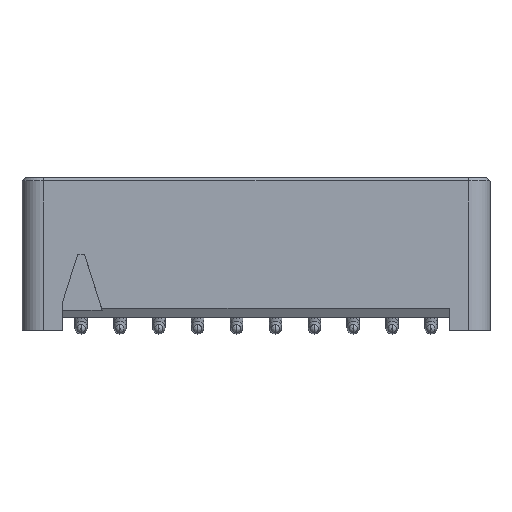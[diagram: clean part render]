
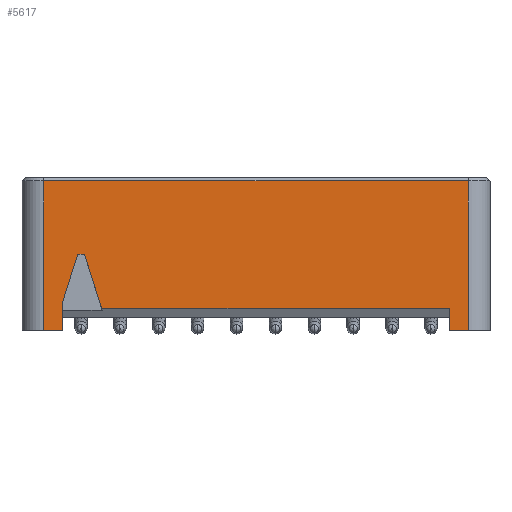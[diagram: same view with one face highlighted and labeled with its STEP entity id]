
A CAD part, top view. The second image highlights one B-rep face of the part: STEP entity #5617.
In plain terms, the highlighted planar face has unit normal (0, 0, 1).
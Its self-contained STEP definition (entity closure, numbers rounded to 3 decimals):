
#1224=DIRECTION('',(0.,-1.,0.));
#1225=VECTOR('',#1224,0.7);
#1226=CARTESIAN_POINT('',(6.225,-1.2,2.45));
#1227=LINE('',#1226,#1225);
#1324=DIRECTION('',(-1.,0.,0.));
#1325=VECTOR('',#1324,0.6);
#1326=CARTESIAN_POINT('',(-6.225,-1.9,2.45));
#1327=LINE('',#1326,#1325);
#1352=DIRECTION('',(-1.,0.,0.));
#1353=VECTOR('',#1352,0.6);
#1354=CARTESIAN_POINT('',(6.825,-1.9,2.45));
#1355=LINE('',#1354,#1353);
#1608=DIRECTION('',(0.,1.,0.));
#1609=VECTOR('',#1608,0.897);
#1610=CARTESIAN_POINT('',(-6.225,-1.9,2.45));
#1611=LINE('',#1610,#1609);
#1644=DIRECTION('',(-0.301,0.954,0.));
#1645=VECTOR('',#1644,1.835);
#1646=CARTESIAN_POINT('',(-4.963,-1.2,2.45));
#1647=LINE('',#1646,#1645);
#1651=DIRECTION('',(-1.,0.,0.));
#1652=VECTOR('',#1651,0.221);
#1653=CARTESIAN_POINT('',(-5.515,0.55,2.45));
#1654=LINE('',#1653,#1652);
#1658=DIRECTION('',(-0.301,-0.954,0.));
#1659=VECTOR('',#1658,1.628);
#1660=CARTESIAN_POINT('',(-5.735,0.55,2.45));
#1661=LINE('',#1660,#1659);
#1665=DIRECTION('',(0.,-1.,0.));
#1666=VECTOR('',#1665,4.8);
#1667=CARTESIAN_POINT('',(-6.825,2.9,2.45));
#1668=LINE('',#1667,#1666);
#1672=DIRECTION('',(1.,0.,0.));
#1673=VECTOR('',#1672,13.65);
#1674=CARTESIAN_POINT('',(-6.825,2.9,2.45));
#1675=LINE('',#1674,#1673);
#1679=DIRECTION('',(0.,-1.,0.));
#1680=VECTOR('',#1679,4.8);
#1681=CARTESIAN_POINT('',(6.825,2.9,2.45));
#1682=LINE('',#1681,#1680);
#1686=DIRECTION('',(1.,0.,0.));
#1687=VECTOR('',#1686,11.188);
#1688=CARTESIAN_POINT('',(-4.963,-1.2,2.45));
#1689=LINE('',#1688,#1687);
#4242=CARTESIAN_POINT('',(-6.825,2.9,2.45));
#4243=CARTESIAN_POINT('',(6.825,2.9,2.45));
#4244=VERTEX_POINT('',#4242);
#4245=VERTEX_POINT('',#4243);
#4312=CARTESIAN_POINT('',(-6.825,-1.9,2.45));
#4314=VERTEX_POINT('',#4312);
#4317=CARTESIAN_POINT('',(6.825,-1.9,2.45));
#4319=VERTEX_POINT('',#4317);
#4320=CARTESIAN_POINT('',(-6.225,-1.9,2.45));
#4321=VERTEX_POINT('',#4320);
#4322=CARTESIAN_POINT('',(6.225,-1.9,2.45));
#4323=VERTEX_POINT('',#4322);
#4424=CARTESIAN_POINT('',(-4.963,-1.2,2.45));
#4425=CARTESIAN_POINT('',(-5.515,0.55,2.45));
#4426=VERTEX_POINT('',#4424);
#4427=VERTEX_POINT('',#4425);
#4428=CARTESIAN_POINT('',(-5.735,0.55,2.45));
#4429=CARTESIAN_POINT('',(-6.225,-1.003,2.45));
#4430=VERTEX_POINT('',#4428);
#4431=VERTEX_POINT('',#4429);
#4486=CARTESIAN_POINT('',(6.225,-1.2,2.45));
#4488=VERTEX_POINT('',#4486);
#5592=CARTESIAN_POINT('',(-7.525,0.,2.45));
#5593=DIRECTION('',(0.,0.,1.));
#5594=DIRECTION('',(1.,0.,0.));
#5595=AXIS2_PLACEMENT_3D('',#5592,#5593,#5594);
#5596=PLANE('',#5595);
#5598=ORIENTED_EDGE('',*,*,#5597,.T.);
#5600=ORIENTED_EDGE('',*,*,#5599,.T.);
#5602=ORIENTED_EDGE('',*,*,#5601,.T.);
#5603=ORIENTED_EDGE('',*,*,#5555,.F.);
#5604=ORIENTED_EDGE('',*,*,#5403,.T.);
#5606=ORIENTED_EDGE('',*,*,#5605,.F.);
#5608=ORIENTED_EDGE('',*,*,#5607,.T.);
#5610=ORIENTED_EDGE('',*,*,#5609,.T.);
#5611=ORIENTED_EDGE('',*,*,#5417,.T.);
#5612=ORIENTED_EDGE('',*,*,#5338,.F.);
#5614=ORIENTED_EDGE('',*,*,#5613,.F.);
#5615=EDGE_LOOP('',(#5598,#5600,#5602,#5603,#5604,#5606,#5608,#5610,#5611,#5612,
#5614));
#5616=FACE_OUTER_BOUND('',#5615,.F.);
#5617=ADVANCED_FACE('',(#5616),#5596,.T.);
#5338=EDGE_CURVE('',#4488,#4323,#1227,.T.);
#5403=EDGE_CURVE('',#4321,#4314,#1327,.T.);
#5417=EDGE_CURVE('',#4319,#4323,#1355,.T.);
#5555=EDGE_CURVE('',#4321,#4431,#1611,.T.);
#5597=EDGE_CURVE('',#4426,#4427,#1647,.T.);
#5599=EDGE_CURVE('',#4427,#4430,#1654,.T.);
#5601=EDGE_CURVE('',#4430,#4431,#1661,.T.);
#5605=EDGE_CURVE('',#4244,#4314,#1668,.T.);
#5607=EDGE_CURVE('',#4244,#4245,#1675,.T.);
#5609=EDGE_CURVE('',#4245,#4319,#1682,.T.);
#5613=EDGE_CURVE('',#4426,#4488,#1689,.T.);
